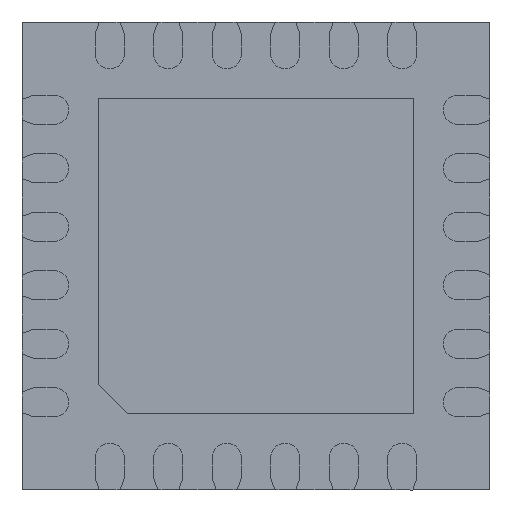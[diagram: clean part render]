
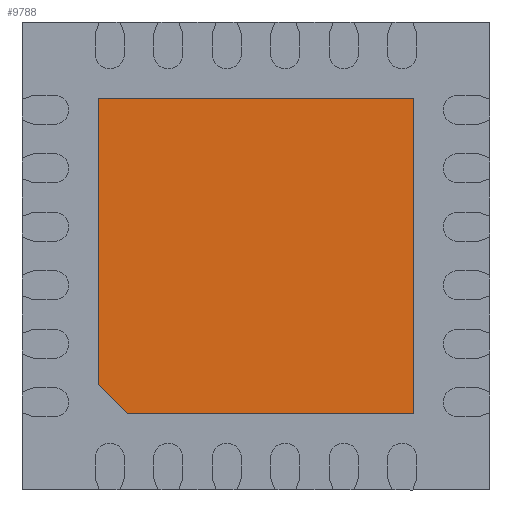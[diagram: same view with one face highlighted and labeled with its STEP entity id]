
A CAD part, front view. The second image highlights one B-rep face of the part: STEP entity #9788.
In plain terms, the highlighted planar face has unit normal (0, -1, 0).
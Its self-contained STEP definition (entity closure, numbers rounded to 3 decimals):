
#526 = VERTEX_POINT ( 'NONE', #1550 ) ;
#967 = EDGE_CURVE ( 'NONE', #526, #8034, #8234, .T. ) ;
#1241 = CARTESIAN_POINT ( 'NONE',  ( 0., 0., 0. ) ) ;
#1343 = LINE ( 'NONE', #5765, #4241 ) ;
#1550 = CARTESIAN_POINT ( 'NONE',  ( -1.1, 0., -1.35 ) ) ;
#1559 = LINE ( 'NONE', #4089, #7361 ) ;
#2031 = CARTESIAN_POINT ( 'NONE',  ( -1.35, 0., 1.35 ) ) ;
#2714 = CARTESIAN_POINT ( 'NONE',  ( -1.35, 0., 1.35 ) ) ;
#2982 = VECTOR ( 'NONE', #9804, 1000. ) ;
#3222 = DIRECTION ( 'NONE',  ( -1., 0., 0. ) ) ;
#3624 = DIRECTION ( 'NONE',  ( -0.707, 0., 0.707 ) ) ;
#3999 = VERTEX_POINT ( 'NONE', #2031 ) ;
#4089 = CARTESIAN_POINT ( 'NONE',  ( -1.1, 0., -1.35 ) ) ;
#4241 = VECTOR ( 'NONE', #9358, 1000. ) ;
#4652 = EDGE_LOOP ( 'NONE', ( #6517, #7856, #10998, #6642, #8575 ) ) ;
#5031 = EDGE_CURVE ( 'NONE', #3999, #10215, #7201, .T. ) ;
#5765 = CARTESIAN_POINT ( 'NONE',  ( -1.35, 0., 1.35 ) ) ;
#5779 = DIRECTION ( 'NONE',  ( 0., 0., -1. ) ) ;
#6517 = ORIENTED_EDGE ( 'NONE', *, *, #8928, .F. ) ;
#6588 = CARTESIAN_POINT ( 'NONE',  ( 1.35, 0., 1.35 ) ) ;
#6642 = ORIENTED_EDGE ( 'NONE', *, *, #967, .F. ) ;
#6703 = DIRECTION ( 'NONE',  ( 0., 0., -1. ) ) ;
#6708 = CARTESIAN_POINT ( 'NONE',  ( -1.35, 0., -1.1 ) ) ;
#6795 = PLANE ( 'NONE',  #10845 ) ;
#7163 = VECTOR ( 'NONE', #3624, 1000. ) ;
#7201 = LINE ( 'NONE', #2714, #2982 ) ;
#7361 = VECTOR ( 'NONE', #3222, 1000. ) ;
#7856 = ORIENTED_EDGE ( 'NONE', *, *, #5031, .F. ) ;
#8034 = VERTEX_POINT ( 'NONE', #6708 ) ;
#8073 = CARTESIAN_POINT ( 'NONE',  ( -1.35, 0., -1.1 ) ) ;
#8234 = LINE ( 'NONE', #8073, #7163 ) ;
#8401 = EDGE_CURVE ( 'NONE', #10174, #526, #1559, .T. ) ;
#8419 = CARTESIAN_POINT ( 'NONE',  ( 1.35, 0., -1.35 ) ) ;
#8575 = ORIENTED_EDGE ( 'NONE', *, *, #8401, .F. ) ;
#8928 = EDGE_CURVE ( 'NONE', #10215, #10174, #11473, .T. ) ;
#9358 = DIRECTION ( 'NONE',  ( 0., 0., 1. ) ) ;
#9372 = FACE_OUTER_BOUND ( 'NONE', #4652, .T. ) ;
#9788 = ADVANCED_FACE ( 'NONE', ( #9372 ), #6795, .T. ) ;
#9804 = DIRECTION ( 'NONE',  ( 1., 0., 0. ) ) ;
#10174 = VERTEX_POINT ( 'NONE', #8419 ) ;
#10215 = VERTEX_POINT ( 'NONE', #11184 ) ;
#10845 = AXIS2_PLACEMENT_3D ( 'NONE', #1241, #11385, #5779 ) ;
#10875 = VECTOR ( 'NONE', #6703, 1000. ) ;
#10998 = ORIENTED_EDGE ( 'NONE', *, *, #11408, .F. ) ;
#11184 = CARTESIAN_POINT ( 'NONE',  ( 1.35, 0., 1.35 ) ) ;
#11385 = DIRECTION ( 'NONE',  ( 0., -1., 0. ) ) ;
#11408 = EDGE_CURVE ( 'NONE', #8034, #3999, #1343, .T. ) ;
#11473 = LINE ( 'NONE', #6588, #10875 ) ;
